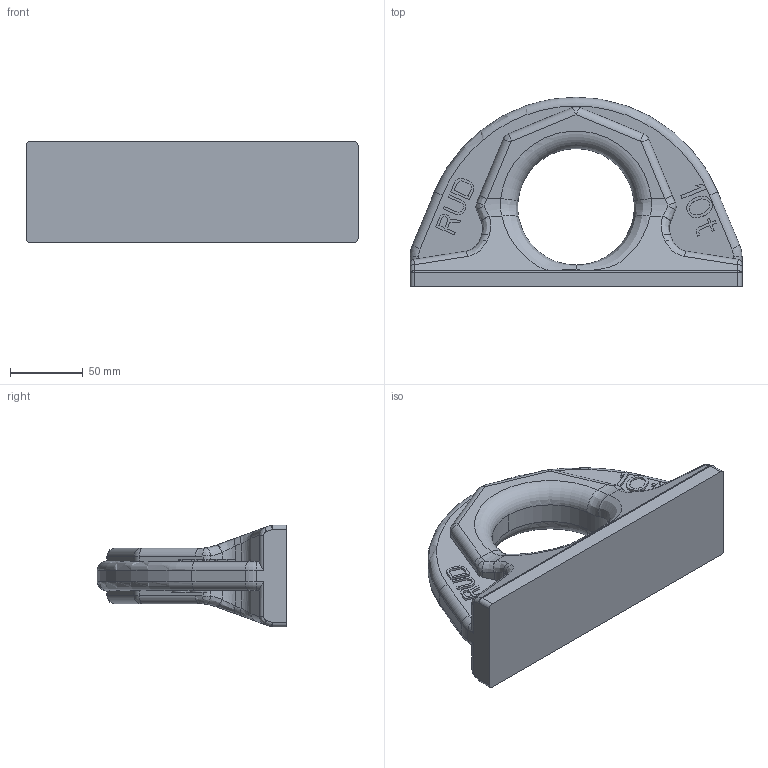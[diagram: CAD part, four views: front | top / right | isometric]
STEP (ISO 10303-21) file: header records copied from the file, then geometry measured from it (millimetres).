
FILE_DESCRIPTION((''),'2;1');
FILE_NAME('001-M33974-P2','2019-02-22T',('anja.joas'),(''),'PRO/ENGINEER BY PARAMETRIC TECHNOLOGY CORPORATION, 2011490','PRO/ENGINEER BY PARAMETRIC TECHNOLOGY CORPORATION, 2011490','');
FILE_SCHEMA(('CONFIG_CONTROL_DESIGN'));
Length unit declared in the file: millimetre
Products named in the file (1): 001-M33974-P2
Bounding box: 228 x 130 x 70 mm (x, y, z)
Volume: 713430.9 mm3; surface area: 79393.1 mm2
Topology: 1 solids, 1 shells, 391 faces, 1034 edges, 660 vertices
Faces by surface type: plane 267, cylinder 74, bspline 38, torus 8, sphere 4
Entity records: 14190 total; most frequent: CARTESIAN_POINT 4676, ORIENTED_EDGE 2068, DIRECTION 1804, EDGE_CURVE 1034, VECTOR 812, LINE 812, VERTEX_POINT 660, AXIS2_PLACEMENT_3D 496
